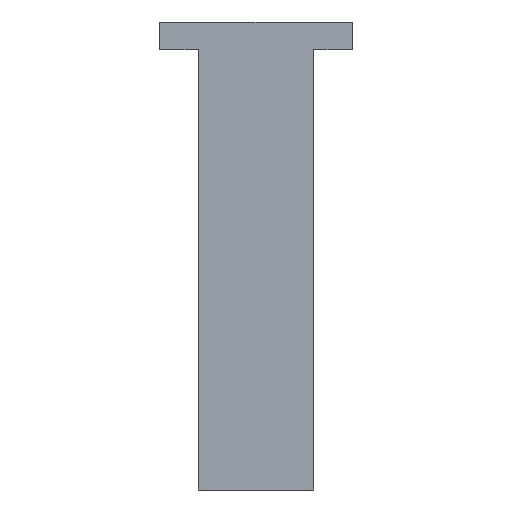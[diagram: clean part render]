
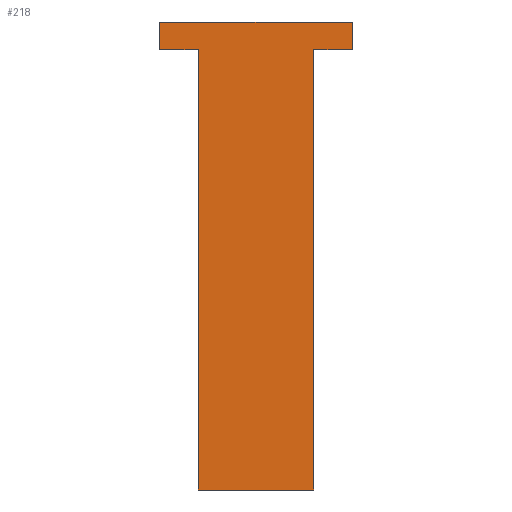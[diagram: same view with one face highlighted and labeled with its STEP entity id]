
A CAD part, front view. The second image highlights one B-rep face of the part: STEP entity #218.
In plain terms, the highlighted planar face has unit normal (0, -1, 0).
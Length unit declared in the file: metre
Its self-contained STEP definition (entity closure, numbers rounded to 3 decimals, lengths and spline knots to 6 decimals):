
#14=LINE('',#319,#38);
#19=LINE('',#331,#43);
#21=LINE('',#334,#45);
#22=LINE('',#336,#46);
#23=LINE('',#338,#47);
#24=LINE('',#340,#48);
#25=LINE('',#342,#49);
#26=LINE('',#344,#50);
#38=VECTOR('',#263,1.);
#43=VECTOR('',#270,1.);
#45=VECTOR('',#274,1.);
#46=VECTOR('',#275,1.);
#47=VECTOR('',#276,1.);
#48=VECTOR('',#277,1.);
#49=VECTOR('',#278,1.);
#50=VECTOR('',#279,1.);
#71=ORIENTED_EDGE('',*,*,#126,.T.);
#72=ORIENTED_EDGE('',*,*,#127,.F.);
#73=ORIENTED_EDGE('',*,*,#128,.F.);
#74=ORIENTED_EDGE('',*,*,#129,.F.);
#75=ORIENTED_EDGE('',*,*,#130,.F.);
#76=ORIENTED_EDGE('',*,*,#131,.T.);
#77=ORIENTED_EDGE('',*,*,#119,.F.);
#78=ORIENTED_EDGE('',*,*,#124,.T.);
#119=EDGE_CURVE('',#147,#148,#14,.T.);
#124=EDGE_CURVE('',#147,#152,#19,.T.);
#126=EDGE_CURVE('',#152,#153,#21,.T.);
#127=EDGE_CURVE('',#154,#153,#22,.T.);
#128=EDGE_CURVE('',#155,#154,#23,.T.);
#129=EDGE_CURVE('',#156,#155,#24,.T.);
#130=EDGE_CURVE('',#157,#156,#25,.T.);
#131=EDGE_CURVE('',#157,#148,#26,.T.);
#147=VERTEX_POINT('',#320);
#148=VERTEX_POINT('',#321);
#152=VERTEX_POINT('',#330);
#153=VERTEX_POINT('',#335);
#154=VERTEX_POINT('',#337);
#155=VERTEX_POINT('',#339);
#156=VERTEX_POINT('',#341);
#157=VERTEX_POINT('',#343);
#173=EDGE_LOOP('',(#71,#72,#73,#74,#75,#76,#77,#78));
#191=FACE_BOUND('',#173,.T.);
#208=PLANE('',#244);
#218=ADVANCED_FACE('',(#191),#208,.F.);
#244=AXIS2_PLACEMENT_3D('',#333,#272,#273);
#263=DIRECTION('',(-1.,0.,0.));
#270=DIRECTION('',(0.,0.,1.));
#272=DIRECTION('',(0.,1.,0.));
#273=DIRECTION('',(0.,0.,1.));
#274=DIRECTION('',(-1.,0.,0.));
#275=DIRECTION('',(0.,0.,1.));
#276=DIRECTION('',(-1.,0.,0.));
#277=DIRECTION('',(0.,0.,1.));
#278=DIRECTION('',(-1.,0.,0.));
#279=DIRECTION('',(0.,0.,1.));
#319=CARTESIAN_POINT('',(0.,-0.069193,-0.037993));
#320=CARTESIAN_POINT('',(0.0175,-0.069193,-0.037993));
#321=CARTESIAN_POINT('',(0.0105,-0.069193,-0.037993));
#330=CARTESIAN_POINT('',(0.0175,-0.069193,-0.032993));
#331=CARTESIAN_POINT('',(0.0175,-0.069193,-0.037993));
#333=CARTESIAN_POINT('',(0.,-0.069193,-0.037993));
#334=CARTESIAN_POINT('',(0.,-0.069193,-0.032993));
#335=CARTESIAN_POINT('',(-0.0175,-0.069193,-0.032993));
#336=CARTESIAN_POINT('',(-0.0175,-0.069193,-0.037993));
#337=CARTESIAN_POINT('',(-0.0175,-0.069193,-0.037993));
#338=CARTESIAN_POINT('',(0.,-0.069193,-0.037993));
#339=CARTESIAN_POINT('',(-0.0105,-0.069193,-0.037993));
#340=CARTESIAN_POINT('',(-0.0105,-0.069193,-0.117993));
#341=CARTESIAN_POINT('',(-0.0105,-0.069193,-0.117993));
#342=CARTESIAN_POINT('',(0.,-0.069193,-0.117993));
#343=CARTESIAN_POINT('',(0.0105,-0.069193,-0.117993));
#344=CARTESIAN_POINT('',(0.0105,-0.069193,-0.117993));
